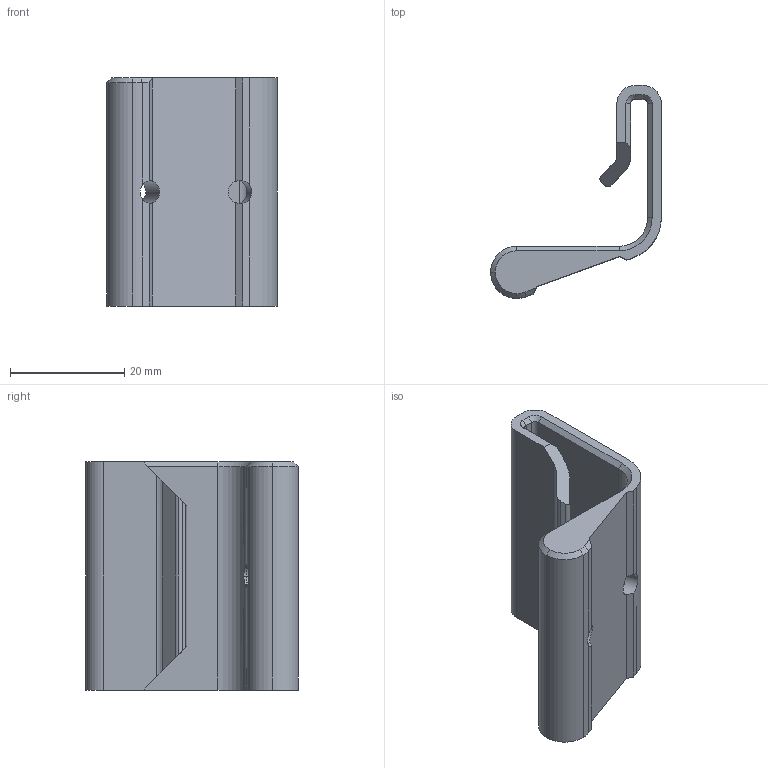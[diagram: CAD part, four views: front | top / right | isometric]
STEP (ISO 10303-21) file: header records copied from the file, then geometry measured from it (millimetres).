
FILE_DESCRIPTION (( 'STEP AP214' ), '1' );
FILE_NAME ('trunk_lightbar_clip_40mm_15mmgrove_ziptieholes.STEP', '2023-02-15T04:40:46', ( '' ), ( '' ), 'SwSTEP 2.0', 'SolidWorks 2022', '' );
FILE_SCHEMA (( 'AUTOMOTIVE_DESIGN' ));
Length unit declared in the file: millimetre
Products named in the file (1): trunk_lightbar_clip_40mm_15mmgrove_ziptieholes
Bounding box: 29.92 x 37.3 x 40 mm (x, y, z)
Volume: 9814 mm3; surface area: 6791.2 mm2
Topology: 1 solids, 1 shells, 52 faces, 152 edges, 98 vertices
Faces by surface type: plane 28, cylinder 18, cone 6
Entity records: 1816 total; most frequent: CARTESIAN_POINT 439, ORIENTED_EDGE 304, DIRECTION 264, EDGE_CURVE 152, VERTEX_POINT 98, VECTOR 94, LINE 94, AXIS2_PLACEMENT_3D 85
